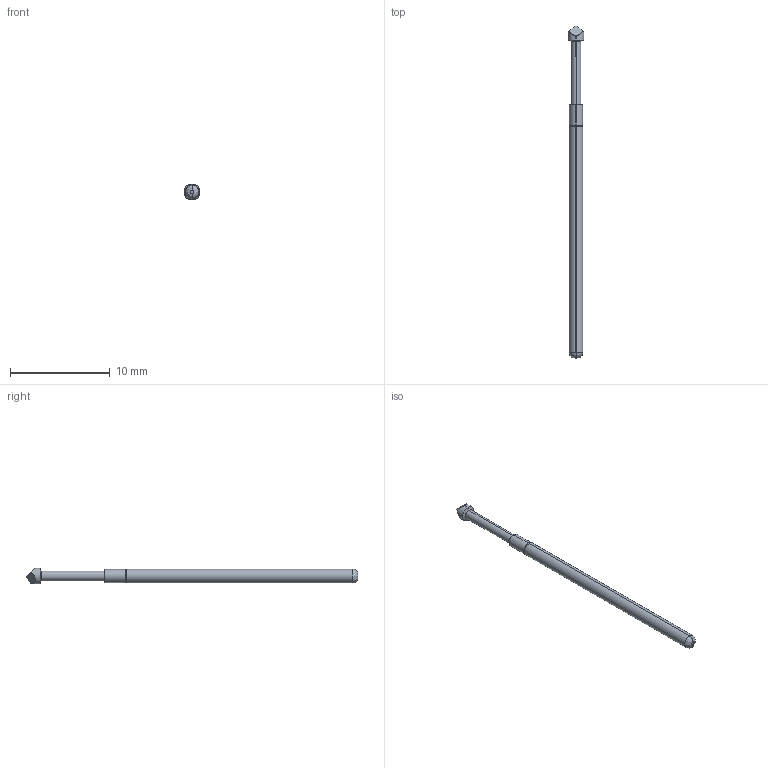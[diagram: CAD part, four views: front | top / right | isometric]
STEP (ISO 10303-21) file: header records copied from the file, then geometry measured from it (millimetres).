
FILE_DESCRIPTION(('FreeCAD Model'),'2;1');
FILE_NAME('qa_pogo_100prg2503h.step', '2019-03-13T23:00:34',('kicad StepUp'),('ksu MCAD'), 'Open CASCADE STEP processor 7.3','FreeCAD','Unknown');
FILE_SCHEMA(('AUTOMOTIVE_DESIGN { 1 0 10303 214 1 1 1 1 }'));
Length unit declared in the file: millimetre
Products named in the file (1): qa_pogo_100prg2503h
Bounding box: 1.57 x 33.27 x 1.57 mm (x, y, z)
Surface area: 136.5 mm2 (no closed solid volume)
Topology: 0 solids, 19 shells, 19 faces, 156 edges, 156 vertices
Faces by surface type: revolution 12, bspline 7
Entity records: 1759 total; most frequent: CARTESIAN_POINT 623, ORIENTED_EDGE 156, EDGE_CURVE 156, VERTEX_POINT 156, DIRECTION 116, B_SPLINE_CURVE_WITH_KNOTS 96, LINE 42, VECTOR 42
